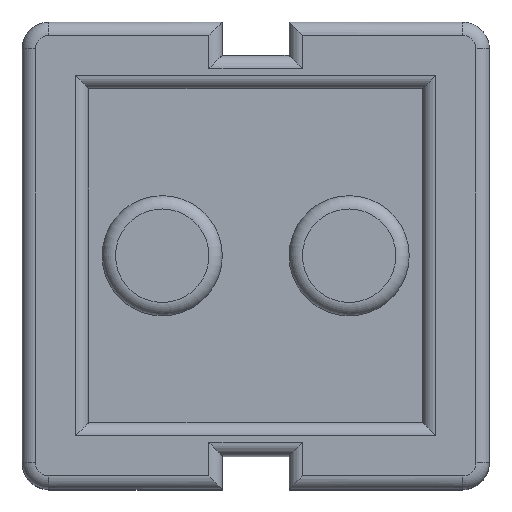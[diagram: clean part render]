
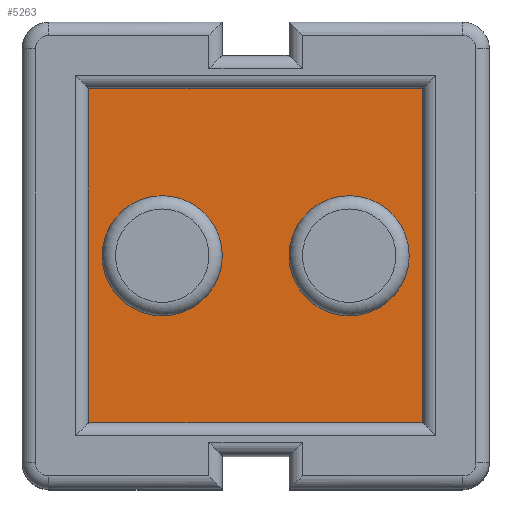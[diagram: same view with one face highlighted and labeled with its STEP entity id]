
A CAD part, top view. The second image highlights one B-rep face of the part: STEP entity #5263.
In plain terms, the highlighted planar face has unit normal (0, 0, 1).
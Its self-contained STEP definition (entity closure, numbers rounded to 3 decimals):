
#13=DIRECTION('',(0.,0.,1.));
#34=VECTOR('',#35,1.);
#35=DIRECTION('',(0.,1.,0.));
#46=DIRECTION('',(1.,0.,0.));
#58=DIRECTION('',(0.,-1.,0.));
#72=DIRECTION('',(-1.,0.,0.));
#107=VECTOR('',#46,1.);
#113=VECTOR('',#58,1.);
#119=VECTOR('',#72,1.);
#4796=VERTEX_POINT('',#4797);
#4797=CARTESIAN_POINT('',(-1.1,-3.77,5.));
#4801=VERTEX_POINT('',#4802);
#4802=CARTESIAN_POINT('',(3.9,-3.77,5.));
#4805=EDGE_CURVE('',#4796,#4801,#4806,.T.);
#4806=LINE('',#4797,#107);
#4814=VERTEX_POINT('',#4815);
#4815=CARTESIAN_POINT('',(-1.1,1.23,5.));
#4819=EDGE_CURVE('',#4814,#4796,#4820,.T.);
#4820=LINE('',#4815,#113);
#4829=VERTEX_POINT('',#4830);
#4830=CARTESIAN_POINT('',(3.9,1.23,5.));
#4833=EDGE_CURVE('',#4801,#4829,#4834,.T.);
#4834=LINE('',#4802,#34);
#4843=EDGE_CURVE('',#4829,#4814,#4844,.T.);
#4844=LINE('',#4830,#119);
#5263=ADVANCED_FACE('',(#5264,#5270,#5279),#5288,.T.);
#5264=FACE_BOUND('',#5265,.T.);
#5265=EDGE_LOOP('',(#5266,#5267,#5268,#5269));
#5266=ORIENTED_EDGE('',*,*,#4805,.T.);
#5267=ORIENTED_EDGE('',*,*,#4833,.T.);
#5268=ORIENTED_EDGE('',*,*,#4843,.T.);
#5269=ORIENTED_EDGE('',*,*,#4819,.T.);
#5270=FACE_BOUND('',#5271,.T.);
#5271=EDGE_LOOP('',(#5272));
#5272=ORIENTED_EDGE('',*,*,#5273,.F.);
#5273=EDGE_CURVE('',#5274,#5274,#5276,.T.);
#5274=VERTEX_POINT('',#5275);
#5275=CARTESIAN_POINT('',(0.9,-1.27,5.));
#5276=CIRCLE('',#5277,0.9);
#5277=AXIS2_PLACEMENT_3D('',#5278,#13,#46);
#5278=CARTESIAN_POINT('',(0.,-1.27,5.));
#5279=FACE_BOUND('',#5280,.T.);
#5280=EDGE_LOOP('',(#5281));
#5281=ORIENTED_EDGE('',*,*,#5282,.F.);
#5282=EDGE_CURVE('',#5283,#5283,#5285,.T.);
#5283=VERTEX_POINT('',#5284);
#5284=CARTESIAN_POINT('',(3.7,-1.27,5.));
#5285=CIRCLE('',#5286,0.9);
#5286=AXIS2_PLACEMENT_3D('',#5287,#13,#46);
#5287=CARTESIAN_POINT('',(2.8,-1.27,5.));
#5288=PLANE('',#5289);
#5289=AXIS2_PLACEMENT_3D('',#5290,#13,#46);
#5290=CARTESIAN_POINT('',(1.4,-1.27,5.));
